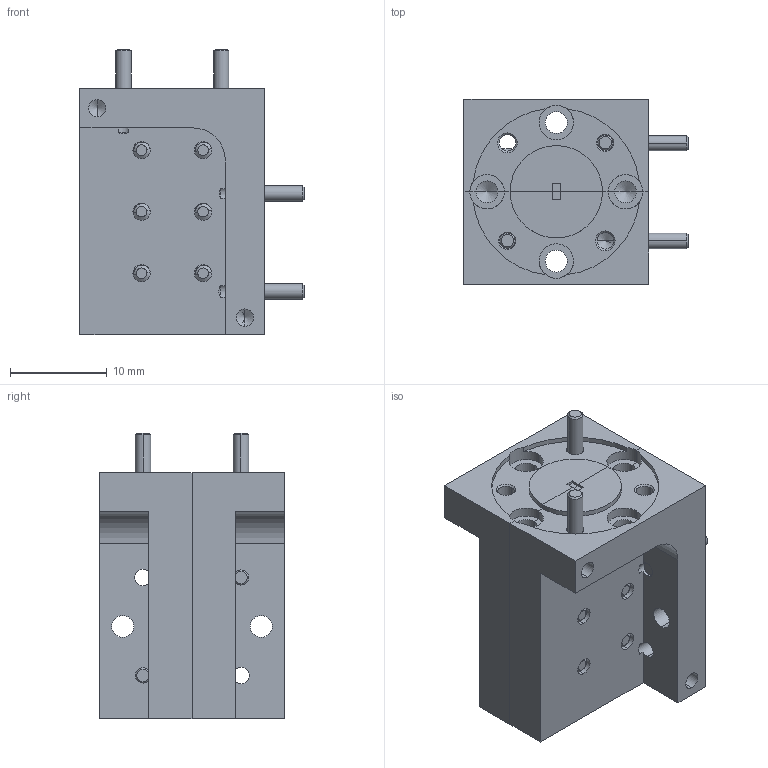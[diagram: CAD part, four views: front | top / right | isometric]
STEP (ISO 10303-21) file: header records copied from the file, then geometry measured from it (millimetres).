
FILE_DESCRIPTION (( 'STEP AP203' ), '1' );
FILE_NAME ('SFP-06212-S1.STEP', '2018-01-18T21:02:41', ( '' ), ( '' ), 'SwSTEP 2.0', 'SolidWorks 2016', '' );
FILE_SCHEMA (( 'CONFIG_CONTROL_DESIGN' ));
Length unit declared in the file: inch
Products named in the file (1): SFP-06212-S1
Bounding box: 23.11 x 19.05 x 29.46 mm (x, y, z)
Volume: 5522.3 mm3; surface area: 5259.2 mm2
Topology: 15 solids, 15 shells, 821 faces, 2198 edges, 1408 vertices
Faces by surface type: cylinder 462, plane 211, cone 136, bspline 12
Entity records: 33761 total; most frequent: CARTESIAN_POINT 15076, ORIENTED_EDGE 4356, DIRECTION 3474, EDGE_CURVE 2178, VERTEX_POINT 1408, AXIS2_PLACEMENT_3D 1230, VECTOR 1014, LINE 1014
